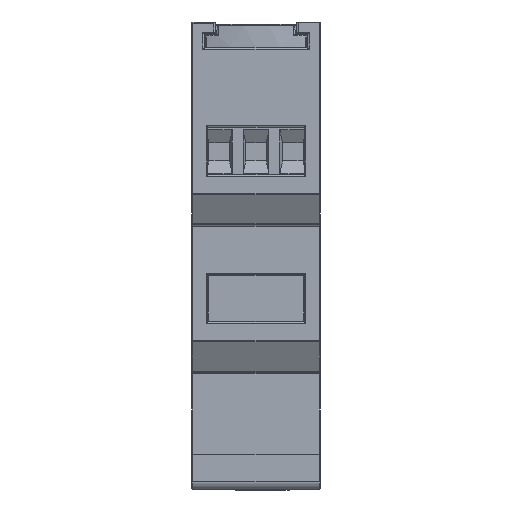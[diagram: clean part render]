
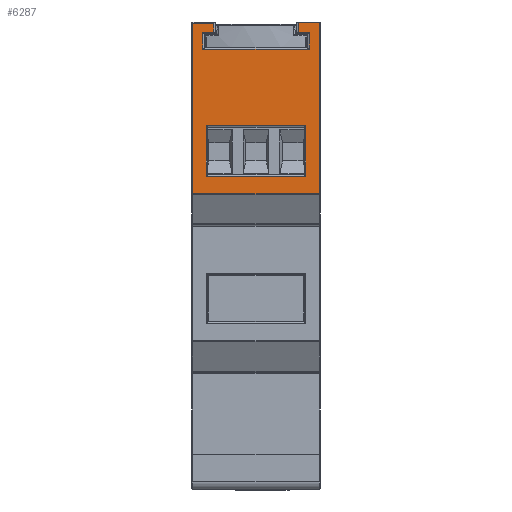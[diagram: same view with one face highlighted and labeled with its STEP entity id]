
A CAD part, left-side view. The second image highlights one B-rep face of the part: STEP entity #6287.
In plain terms, the highlighted planar face has unit normal (-1, 0, 0).
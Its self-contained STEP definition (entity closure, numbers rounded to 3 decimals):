
#344 = ORIENTED_EDGE ( 'NONE', *, *, #32042, .T. ) ;
#553 = CARTESIAN_POINT ( 'NONE',  ( -73.161, 0.888, 63.322 ) ) ;
#683 = ORIENTED_EDGE ( 'NONE', *, *, #34440, .T. ) ;
#1408 = VERTEX_POINT ( 'NONE', #23280 ) ;
#1413 = VECTOR ( 'NONE', #27925, 1000. ) ;
#1660 = EDGE_CURVE ( 'NONE', #10425, #11809, #15358, .T. ) ;
#1762 = LINE ( 'NONE', #16005, #5696 ) ;
#3278 = ORIENTED_EDGE ( 'NONE', *, *, #7204, .T. ) ;
#4041 = ORIENTED_EDGE ( 'NONE', *, *, #28977, .T. ) ;
#4444 = EDGE_CURVE ( 'NONE', #19808, #13279, #19024, .T. ) ;
#4641 = VERTEX_POINT ( 'NONE', #36156 ) ;
#5276 = DIRECTION ( 'NONE',  ( 0., 0., -1. ) ) ;
#5614 = VERTEX_POINT ( 'NONE', #13101 ) ;
#5696 = VECTOR ( 'NONE', #5276, 1000. ) ;
#5744 = EDGE_LOOP ( 'NONE', ( #4041, #19450, #22725, #29028 ) ) ;
#6112 = DIRECTION ( 'NONE',  ( 0., 0., -1. ) ) ;
#6160 = VECTOR ( 'NONE', #25098, 1000. ) ;
#6287 = ADVANCED_FACE ( 'NONE', ( #20958, #9595 ), #7027, .F. ) ;
#7027 = PLANE ( 'NONE',  #24657 ) ;
#7068 = LINE ( 'NONE', #9799, #10517 ) ;
#7204 = EDGE_CURVE ( 'NONE', #11059, #22755, #1762, .T. ) ;
#7490 = DIRECTION ( 'NONE',  ( 0., -1., 0. ) ) ;
#7960 = CARTESIAN_POINT ( 'NONE',  ( -73.161, 2.388, 61.022 ) ) ;
#8039 = CARTESIAN_POINT ( 'NONE',  ( -73.161, -12.012, 61.022 ) ) ;
#8232 = LINE ( 'NONE', #10595, #15180 ) ;
#8641 = VERTEX_POINT ( 'NONE', #18871 ) ;
#9068 = ORIENTED_EDGE ( 'NONE', *, *, #28763, .T. ) ;
#9532 = ORIENTED_EDGE ( 'NONE', *, *, #31947, .T. ) ;
#9576 = CARTESIAN_POINT ( 'NONE',  ( -73.161, 3.938, 63.322 ) ) ;
#9595 = FACE_OUTER_BOUND ( 'NONE', #13294, .T. ) ;
#9799 = CARTESIAN_POINT ( 'NONE',  ( -73.161, 2.388, 61.222 ) ) ;
#10365 = LINE ( 'NONE', #22865, #29234 ) ;
#10425 = VERTEX_POINT ( 'NONE', #32559 ) ;
#10517 = VECTOR ( 'NONE', #30494, 1000. ) ;
#10595 = CARTESIAN_POINT ( 'NONE',  ( -73.161, 1.938, 50.422 ) ) ;
#10747 = ORIENTED_EDGE ( 'NONE', *, *, #22450, .T. ) ;
#11059 = VERTEX_POINT ( 'NONE', #16423 ) ;
#11404 = VECTOR ( 'NONE', #29404, 1000. ) ;
#11747 = CARTESIAN_POINT ( 'NONE',  ( -73.161, -13.362, 61.222 ) ) ;
#11809 = VERTEX_POINT ( 'NONE', #28382 ) ;
#11909 = ORIENTED_EDGE ( 'NONE', *, *, #35040, .T. ) ;
#12721 = VERTEX_POINT ( 'NONE', #13700 ) ;
#13101 = CARTESIAN_POINT ( 'NONE',  ( -73.161, 3.738, 64.522 ) ) ;
#13193 = CARTESIAN_POINT ( 'NONE',  ( -73.161, -11.362, 50.622 ) ) ;
#13243 = CARTESIAN_POINT ( 'NONE',  ( -73.161, 1.738, 43.822 ) ) ;
#13279 = VERTEX_POINT ( 'NONE', #24451 ) ;
#13294 = EDGE_LOOP ( 'NONE', ( #17591, #9068, #683, #3278, #33730, #18309, #28238, #10747, #9532, #344, #11909, #28616 ) ) ;
#13700 = CARTESIAN_POINT ( 'NONE',  ( -73.161, 1.938, 43.822 ) ) ;
#13974 = DIRECTION ( 'NONE',  ( 0., 1., 0. ) ) ;
#15036 = DIRECTION ( 'NONE',  ( 0., 0., -1. ) ) ;
#15180 = VECTOR ( 'NONE', #16213, 1000. ) ;
#15358 = LINE ( 'NONE', #13193, #20627 ) ;
#15544 = CARTESIAN_POINT ( 'NONE',  ( -73.161, 3.938, 64.722 ) ) ;
#15629 = LINE ( 'NONE', #15544, #29265 ) ;
#15752 = EDGE_CURVE ( 'NONE', #22755, #23773, #18854, .T. ) ;
#16005 = CARTESIAN_POINT ( 'NONE',  ( -73.161, -12.012, 61.222 ) ) ;
#16213 = DIRECTION ( 'NONE',  ( 0., 0., 1. ) ) ;
#16423 = CARTESIAN_POINT ( 'NONE',  ( -73.161, -12.012, 63.322 ) ) ;
#16483 = LINE ( 'NONE', #13243, #23562 ) ;
#17591 = ORIENTED_EDGE ( 'NONE', *, *, #21267, .F. ) ;
#18183 = VECTOR ( 'NONE', #20198, 1000. ) ;
#18216 = EDGE_CURVE ( 'NONE', #23773, #4641, #7068, .T. ) ;
#18309 = ORIENTED_EDGE ( 'NONE', *, *, #18216, .T. ) ;
#18357 = LINE ( 'NONE', #30738, #6160 ) ;
#18483 = CARTESIAN_POINT ( 'NONE',  ( -73.161, -13.362, 41.441 ) ) ;
#18854 = LINE ( 'NONE', #20669, #11404 ) ;
#18871 = CARTESIAN_POINT ( 'NONE',  ( -73.161, -11.562, 43.822 ) ) ;
#19019 = DIRECTION ( 'NONE',  ( 0., 1., 0. ) ) ;
#19024 = LINE ( 'NONE', #11747, #30914 ) ;
#19220 = EDGE_CURVE ( 'NONE', #11809, #8641, #24356, .T. ) ;
#19324 = VERTEX_POINT ( 'NONE', #23761 ) ;
#19450 = ORIENTED_EDGE ( 'NONE', *, *, #22823, .T. ) ;
#19808 = VERTEX_POINT ( 'NONE', #18483 ) ;
#19976 = DIRECTION ( 'NONE',  ( 0., 0., -1. ) ) ;
#20198 = DIRECTION ( 'NONE',  ( 0., -1., 0. ) ) ;
#20453 = VECTOR ( 'NONE', #19019, 1000. ) ;
#20627 = VECTOR ( 'NONE', #7490, 1000. ) ;
#20669 = CARTESIAN_POINT ( 'NONE',  ( -73.161, 3.938, 61.022 ) ) ;
#20686 = DIRECTION ( 'NONE',  ( 0., 0., 1. ) ) ;
#20789 = VERTEX_POINT ( 'NONE', #28739 ) ;
#20958 = FACE_BOUND ( 'NONE', #5744, .T. ) ;
#21062 = CARTESIAN_POINT ( 'NONE',  ( -73.161, 0.888, 64.522 ) ) ;
#21267 = EDGE_CURVE ( 'NONE', #19324, #13279, #15629, .T. ) ;
#21460 = DIRECTION ( 'NONE',  ( 0., -1., 0. ) ) ;
#21885 = CARTESIAN_POINT ( 'NONE',  ( -73.161, 3.938, 64.522 ) ) ;
#22158 = LINE ( 'NONE', #9576, #18183 ) ;
#22450 = EDGE_CURVE ( 'NONE', #24792, #28219, #29451, .T. ) ;
#22507 = VECTOR ( 'NONE', #23949, 1000. ) ;
#22725 = ORIENTED_EDGE ( 'NONE', *, *, #1660, .T. ) ;
#22755 = VERTEX_POINT ( 'NONE', #8039 ) ;
#22823 = EDGE_CURVE ( 'NONE', #12721, #10425, #8232, .T. ) ;
#22865 = CARTESIAN_POINT ( 'NONE',  ( -73.161, 3.738, 41.389 ) ) ;
#22954 = CARTESIAN_POINT ( 'NONE',  ( -73.161, 3.938, 61.222 ) ) ;
#23150 = VECTOR ( 'NONE', #24198, 1000. ) ;
#23280 = CARTESIAN_POINT ( 'NONE',  ( -73.161, -10.512, 63.322 ) ) ;
#23562 = VECTOR ( 'NONE', #13974, 1000. ) ;
#23761 = CARTESIAN_POINT ( 'NONE',  ( -73.161, -10.512, 64.722 ) ) ;
#23773 = VERTEX_POINT ( 'NONE', #7960 ) ;
#23949 = DIRECTION ( 'NONE',  ( 0., -1., 0. ) ) ;
#24198 = DIRECTION ( 'NONE',  ( 0., 0., -1. ) ) ;
#24356 = LINE ( 'NONE', #31840, #26999 ) ;
#24451 = CARTESIAN_POINT ( 'NONE',  ( -73.161, -13.362, 64.722 ) ) ;
#24657 = AXIS2_PLACEMENT_3D ( 'NONE', #22954, #28104, #19976 ) ;
#24792 = VERTEX_POINT ( 'NONE', #553 ) ;
#25098 = DIRECTION ( 'NONE',  ( 0., -1., 0. ) ) ;
#25109 = CARTESIAN_POINT ( 'NONE',  ( -73.161, 0.888, 61.222 ) ) ;
#26999 = VECTOR ( 'NONE', #15036, 1000. ) ;
#27317 = LINE ( 'NONE', #32495, #22507 ) ;
#27925 = DIRECTION ( 'NONE',  ( 0., 0., 1. ) ) ;
#28104 = DIRECTION ( 'NONE',  ( 1., 0., 0. ) ) ;
#28219 = VERTEX_POINT ( 'NONE', #21062 ) ;
#28238 = ORIENTED_EDGE ( 'NONE', *, *, #28443, .T. ) ;
#28382 = CARTESIAN_POINT ( 'NONE',  ( -73.161, -11.562, 50.622 ) ) ;
#28443 = EDGE_CURVE ( 'NONE', #4641, #24792, #18357, .T. ) ;
#28616 = ORIENTED_EDGE ( 'NONE', *, *, #4444, .T. ) ;
#28739 = CARTESIAN_POINT ( 'NONE',  ( -73.161, 3.738, 41.441 ) ) ;
#28763 = EDGE_CURVE ( 'NONE', #19324, #1408, #31487, .T. ) ;
#28977 = EDGE_CURVE ( 'NONE', #8641, #12721, #16483, .T. ) ;
#29028 = ORIENTED_EDGE ( 'NONE', *, *, #19220, .T. ) ;
#29234 = VECTOR ( 'NONE', #6112, 1000. ) ;
#29265 = VECTOR ( 'NONE', #21460, 1000. ) ;
#29404 = DIRECTION ( 'NONE',  ( 0., 1., 0. ) ) ;
#29451 = LINE ( 'NONE', #25109, #1413 ) ;
#30494 = DIRECTION ( 'NONE',  ( 0., 0., 1. ) ) ;
#30566 = LINE ( 'NONE', #21885, #20453 ) ;
#30738 = CARTESIAN_POINT ( 'NONE',  ( -73.161, 3.938, 63.322 ) ) ;
#30914 = VECTOR ( 'NONE', #20686, 1000. ) ;
#31487 = LINE ( 'NONE', #35089, #23150 ) ;
#31840 = CARTESIAN_POINT ( 'NONE',  ( -73.161, -11.562, 44.022 ) ) ;
#31947 = EDGE_CURVE ( 'NONE', #28219, #5614, #30566, .T. ) ;
#32042 = EDGE_CURVE ( 'NONE', #5614, #20789, #10365, .T. ) ;
#32495 = CARTESIAN_POINT ( 'NONE',  ( -73.161, 3.938, 41.441 ) ) ;
#32559 = CARTESIAN_POINT ( 'NONE',  ( -73.161, 1.938, 50.622 ) ) ;
#33730 = ORIENTED_EDGE ( 'NONE', *, *, #15752, .T. ) ;
#34440 = EDGE_CURVE ( 'NONE', #1408, #11059, #22158, .T. ) ;
#35040 = EDGE_CURVE ( 'NONE', #20789, #19808, #27317, .T. ) ;
#35089 = CARTESIAN_POINT ( 'NONE',  ( -73.161, -10.512, 61.222 ) ) ;
#36156 = CARTESIAN_POINT ( 'NONE',  ( -73.161, 2.388, 63.322 ) ) ;
